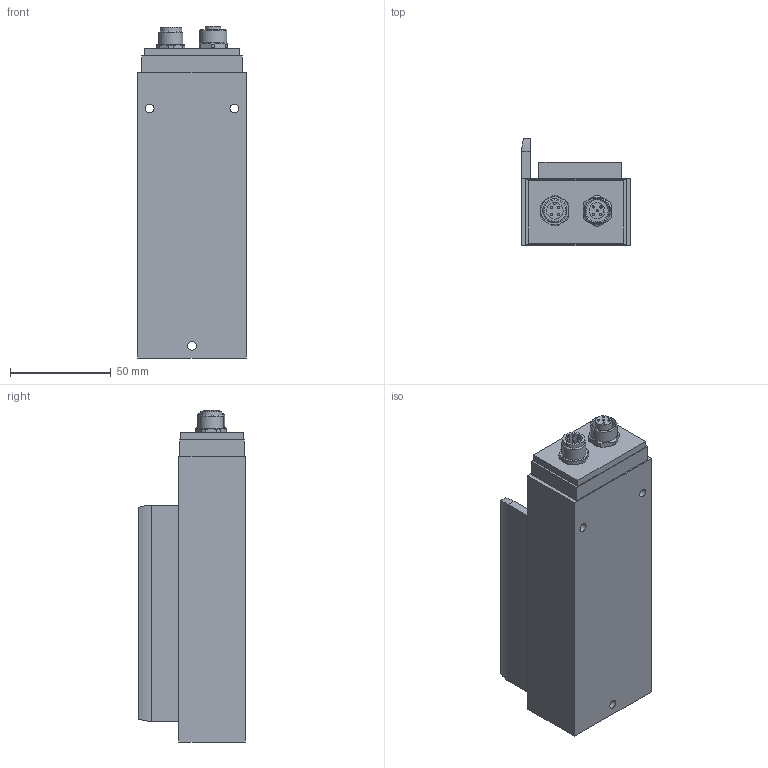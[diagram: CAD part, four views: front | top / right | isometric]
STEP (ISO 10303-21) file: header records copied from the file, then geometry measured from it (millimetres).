
FILE_DESCRIPTION(/* description */ ('STEP AP214'),/* implementation_level */ '2;1');
FILE_NAME(/* name */ '549044_VAEM-S6-S-FAS-4-4E',/* time_stamp */ '2024-09-16T06:43:37+02:00',/* author */ ('License CC BY-ND 4.0'),/* organization */ ('CADENAS'),/* preprocessor_version */ 'ST-DEVELOPER v19.3',/* originating_system */ 'PARTsolutions',/* authorisation */ ' ');
FILE_SCHEMA (('AUTOMOTIVE_DESIGN {1 0 10303 214 3 1 1}'));
Length unit declared in the file: millimetre
Products named in the file (4): 549044 VAEM-S6-S-FAS-4-4E; 712557 VAEM-S6-S-FAS; 195752 CPX-4DE; 699931 VMPA-EPL-Blende---(AS/CP)
Assembly tree (3 placements, depth 2):
  549044 VAEM-S6-S-FAS-4-4E
    712557 VAEM-S6-S-FAS
    195752 CPX-4DE
    699931 VMPA-EPL-Blende---(AS/CP)
Bounding box: 53.9 x 53 x 164.9 mm (x, y, z)
Volume: 288621 mm3; surface area: 56126.8 mm2
Topology: 3 solids, 3 shells, 166 faces, 377 edges, 246 vertices
Faces by surface type: plane 76, cylinder 73, cone 17
Full cylindrical faces by diameter (mm): 1.1 x9, 2.6 x4, 3.8 x4, 4.3 x3, 7.6 x3, 8.3 x1, 10.773 x1, 10.917 x1, 12 x1, 13.5 x1
Entity records: 4636 total; most frequent: CARTESIAN_POINT 880, DIRECTION 794, ORIENTED_EDGE 676, EDGE_CURVE 338, AXIS2_PLACEMENT_3D 326, VERTEX_POINT 240, EDGE_LOOP 234, FACE_BOUND 234
